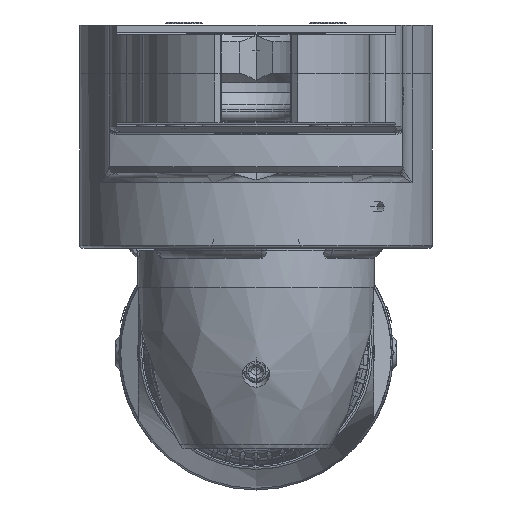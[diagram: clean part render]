
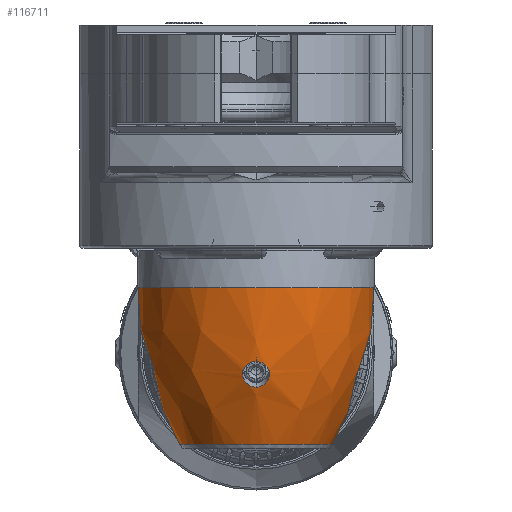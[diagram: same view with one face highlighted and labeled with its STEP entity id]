
A CAD part, left-side view. The second image highlights one B-rep face of the part: STEP entity #116711.
In plain terms, the highlighted free-form (B-spline) face has degree [3, 3] with [7, 4] control points.
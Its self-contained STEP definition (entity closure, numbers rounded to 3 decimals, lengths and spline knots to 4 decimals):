
#101909=CARTESIAN_POINT('',(-5.9175,0.,0.416));
#101910=DIRECTION('',(0.,0.,-1.));
#101911=DIRECTION('',(0.659,-0.752,0.));
#101912=AXIS2_PLACEMENT_3D('',#101909,#101910,#101911);
#102049=CARTESIAN_POINT('',(-5.5895,0.3583,
-0.584));
#102050=CARTESIAN_POINT('',(-5.6013,0.3843,
-0.5646));
#102051=CARTESIAN_POINT('',(-5.6253,0.4309,
-0.5243));
#102052=CARTESIAN_POINT('',(-5.6583,0.4858,
-0.4645));
#102053=CARTESIAN_POINT('',(-5.6873,0.5301,
-0.4057));
#102054=CARTESIAN_POINT('',(-5.7101,0.5655,
-0.3487));
#102055=CARTESIAN_POINT('',(-5.7257,0.5938,
-0.2936));
#102056=CARTESIAN_POINT('',(-5.7336,0.6179,
-0.2365));
#102057=CARTESIAN_POINT('',(-5.731,0.6387,
-0.1734));
#102058=CARTESIAN_POINT('',(-5.7154,0.6546,
-0.1056));
#102059=CARTESIAN_POINT('',(-5.6882,0.6646,
-0.0344));
#102060=CARTESIAN_POINT('',(-5.6508,0.6682,
0.0423));
#102061=CARTESIAN_POINT('',(-5.6046,0.6635,
0.1248));
#102062=CARTESIAN_POINT('',(-5.5507,0.6485,
0.2139));
#102063=CARTESIAN_POINT('',(-5.4897,0.6197,
0.3103));
#102064=CARTESIAN_POINT('',(-5.4442,0.5874,
0.3804));
#102065=CARTESIAN_POINT('',(-5.4208,0.567,
0.416));
#102090=CARTESIAN_POINT('',(-5.9175,0.,-0.584));
#102091=DIRECTION('',(0.,0.,-1.));
#102092=DIRECTION('',(0.675,-0.738,0.));
#102093=AXIS2_PLACEMENT_3D('',#102090,#102091,#102092);
#102095=CARTESIAN_POINT('',(-6.6149,0.,-0.0555));
#102096=CARTESIAN_POINT('',(-6.6149,-0.0089,
-0.0555));
#102097=CARTESIAN_POINT('',(-6.6139,-0.0267,
-0.0581));
#102098=CARTESIAN_POINT('',(-6.6094,-0.0518,
-0.0703));
#102099=CARTESIAN_POINT('',(-6.603,-0.0705,
-0.0886));
#102100=CARTESIAN_POINT('',(-6.5957,-0.0823,
-0.111));
#102101=CARTESIAN_POINT('',(-6.5878,-0.0865,
-0.1369));
#102102=CARTESIAN_POINT('',(-6.5806,-0.0818,
-0.163));
#102103=CARTESIAN_POINT('',(-6.5751,-0.0699,
-0.1854));
#102104=CARTESIAN_POINT('',(-6.5708,-0.0511,
-0.2042));
#102105=CARTESIAN_POINT('',(-6.5682,-0.0263,
-0.2166));
#102106=CARTESIAN_POINT('',(-6.5677,-0.0087,
-0.2192));
#102107=CARTESIAN_POINT('',(-6.5677,0.,-0.2192));
#102109=CARTESIAN_POINT('',(-6.5677,0.,-0.2192));
#102110=CARTESIAN_POINT('',(-6.5677,0.0088,
-0.2192));
#102111=CARTESIAN_POINT('',(-6.5682,0.0265,
-0.2166));
#102112=CARTESIAN_POINT('',(-6.5708,0.0512,
-0.204));
#102113=CARTESIAN_POINT('',(-6.575,0.0694,
-0.1859));
#102114=CARTESIAN_POINT('',(-6.5804,0.0813,
-0.164));
#102115=CARTESIAN_POINT('',(-6.5871,0.0862,
-0.1395));
#102116=CARTESIAN_POINT('',(-6.5941,0.0834,
-0.1162));
#102117=CARTESIAN_POINT('',(-6.6001,0.0756,
-0.0973));
#102118=CARTESIAN_POINT('',(-6.6059,0.063,
-0.0803));
#102119=CARTESIAN_POINT('',(-6.611,0.0444,
-0.066));
#102120=CARTESIAN_POINT('',(-6.6142,0.0222,
-0.0573));
#102121=CARTESIAN_POINT('',(-6.6149,0.0073,
-0.0555));
#102122=CARTESIAN_POINT('',(-6.6149,0.,-0.0555));
#102124=CARTESIAN_POINT('',(-5.4208,-0.567,
0.416));
#102125=CARTESIAN_POINT('',(-5.4441,-0.5873,
0.3805));
#102126=CARTESIAN_POINT('',(-5.4894,-0.6195,
0.3108));
#102127=CARTESIAN_POINT('',(-5.5501,-0.6483,
0.2148));
#102128=CARTESIAN_POINT('',(-5.6039,-0.6634,
0.126));
#102129=CARTESIAN_POINT('',(-5.6499,-0.6681,
0.0439));
#102130=CARTESIAN_POINT('',(-5.6874,-0.6648,
-0.0325));
#102131=CARTESIAN_POINT('',(-5.7146,-0.655,
-0.1033));
#102132=CARTESIAN_POINT('',(-5.7306,-0.6394,
-0.1709));
#102133=CARTESIAN_POINT('',(-5.7337,-0.6187,
-0.2343));
#102134=CARTESIAN_POINT('',(-5.7261,-0.5946,
-0.2919));
#102135=CARTESIAN_POINT('',(-5.7106,-0.5662,
-0.3475));
#102136=CARTESIAN_POINT('',(-5.6877,-0.5308,
-0.4047));
#102137=CARTESIAN_POINT('',(-5.6587,-0.4864,
-0.4639));
#102138=CARTESIAN_POINT('',(-5.6254,-0.4313,
-0.5239));
#102139=CARTESIAN_POINT('',(-5.6013,-0.3845,
-0.5645));
#102140=CARTESIAN_POINT('',(-5.5895,-0.3583,
-0.584));
#102271=VERTEX_POINT('',#102049);
#102272=VERTEX_POINT('',#102065);
#102275=VERTEX_POINT('',#102124);
#102276=VERTEX_POINT('',#102140);
#104198=VERTEX_POINT('',#102095);
#104199=VERTEX_POINT('',#102107);
#116669=CARTESIAN_POINT('',(-5.3595,-0.5065,
0.4369));
#116670=CARTESIAN_POINT('',(-5.3566,-0.5091,
0.0694));
#116671=CARTESIAN_POINT('',(-5.4271,-0.4452,
-0.2857));
#116672=CARTESIAN_POINT('',(-5.5656,-0.3194,
-0.6021));
#116673=CARTESIAN_POINT('',(-5.9087,-1.1117,
0.4369));
#116674=CARTESIAN_POINT('',(-5.9087,-1.1174,
0.0694));
#116675=CARTESIAN_POINT('',(-5.9098,-0.977,
-0.2857));
#116676=CARTESIAN_POINT('',(-5.912,-0.701,
-0.6021));
#116677=CARTESIAN_POINT('',(-6.6711,-0.8173,
0.4369));
#116678=CARTESIAN_POINT('',(-6.675,-0.8214,
0.0694));
#116679=CARTESIAN_POINT('',(-6.5799,-0.7183,
-0.2857));
#116680=CARTESIAN_POINT('',(-6.3927,-0.5154,
-0.6021));
#116681=CARTESIAN_POINT('',(-6.6711,0.,0.4369));
#116682=CARTESIAN_POINT('',(-6.675,0.,0.0694));
#116683=CARTESIAN_POINT('',(-6.5799,0.,-0.2857));
#116684=CARTESIAN_POINT('',(-6.3927,0.,-0.6021));
#116685=CARTESIAN_POINT('',(-6.6711,0.8173,
0.4369));
#116686=CARTESIAN_POINT('',(-6.675,0.8214,
0.0694));
#116687=CARTESIAN_POINT('',(-6.5799,0.7183,
-0.2857));
#116688=CARTESIAN_POINT('',(-6.3927,0.5154,
-0.6021));
#116689=CARTESIAN_POINT('',(-5.9087,1.1117,
0.4369));
#116690=CARTESIAN_POINT('',(-5.9087,1.1174,
0.0694));
#116691=CARTESIAN_POINT('',(-5.9098,0.977,
-0.2857));
#116692=CARTESIAN_POINT('',(-5.912,0.701,
-0.6021));
#116693=CARTESIAN_POINT('',(-5.3595,0.5065,
0.4369));
#116694=CARTESIAN_POINT('',(-5.3566,0.5091,
0.0694));
#116695=CARTESIAN_POINT('',(-5.4271,0.4452,
-0.2857));
#116696=CARTESIAN_POINT('',(-5.5656,0.3194,
-0.6021));
#116697=(BOUNDED_SURFACE()B_SPLINE_SURFACE(3,3,((#116669,#116670,#116671,
#116672),(#116673,#116674,#116675,#116676),(#116677,#116678,#116679,#116680),(
#116681,#116682,#116683,#116684),(#116685,#116686,#116687,#116688),(#116689,
#116690,#116691,#116692),(#116693,#116694,#116695,#116696)),.UNSPECIFIED.,.F.,
.F.,.F.)B_SPLINE_SURFACE_WITH_KNOTS((4,3,4),(4,4),(0.,1.,2.),(0.,1.),
.UNSPECIFIED.)GEOMETRIC_REPRESENTATION_ITEM()RATIONAL_B_SPLINE_SURFACE(((
1.498,1.461,1.461,1.498),(
0.859,0.838,0.838,0.859),(
0.859,0.838,0.838,0.859),(
1.498,1.461,1.461,1.498),(
0.859,0.838,0.838,0.859),(
0.859,0.838,0.838,0.859),(
1.498,1.461,1.461,1.498)))REPRESENTATION_ITEM('')SURFACE());
#116698=ORIENTED_EDGE('',*,*,#116660,.T.);
#116699=ORIENTED_EDGE('',*,*,#116365,.F.);
#116701=ORIENTED_EDGE('',*,*,#116700,.T.);
#116702=ORIENTED_EDGE('',*,*,#104216,.T.);
#116703=EDGE_LOOP('',(#116698,#116699,#116701,#116702));
#116704=FACE_OUTER_BOUND('',#116703,.F.);
#116706=ORIENTED_EDGE('',*,*,#116705,.F.);
#116708=ORIENTED_EDGE('',*,*,#116707,.F.);
#116709=EDGE_LOOP('',(#116706,#116708));
#116710=FACE_BOUND('',#116709,.F.);
#116711=ADVANCED_FACE('',(#116704,#116710),#116697,.T.);
#101913=CIRCLE('',#101912,0.7538);
#102066=B_SPLINE_CURVE_WITH_KNOTS('',3,(#102049,#102050,#102051,#102052,#102053,
#102054,#102055,#102056,#102057,#102058,#102059,#102060,#102061,#102062,#102063,
#102064,#102065),.UNSPECIFIED.,.F.,.F.,(4,1,1,1,1,1,1,1,1,1,1,1,1,1,4),(0.,
0.0714,0.1429,0.2143,0.2857,
0.3571,0.4286,0.5,0.5714,0.6429,
0.7143,0.7857,0.8571,0.9286,1.),
.UNSPECIFIED.);
#102094=CIRCLE('',#102093,0.4858);
#102108=B_SPLINE_CURVE_WITH_KNOTS('',3,(#102095,#102096,#102097,#102098,#102099,
#102100,#102101,#102102,#102103,#102104,#102105,#102106,#102107),.UNSPECIFIED.,
.F.,.F.,(4,1,1,1,1,1,1,1,1,1,4),(0.,0.1,0.2,0.3,0.4,0.5,0.6,0.7,
0.8,0.9,1.),.UNSPECIFIED.);
#102123=B_SPLINE_CURVE_WITH_KNOTS('',3,(#102109,#102110,#102111,#102112,#102113,
#102114,#102115,#102116,#102117,#102118,#102119,#102120,#102121,#102122),
.UNSPECIFIED.,.F.,.F.,(4,1,1,1,1,1,1,1,1,1,1,4),(0.,0.0909,
0.1818,0.2727,0.3636,0.4545,
0.5455,0.6364,0.7273,0.8182,
0.9091,1.),.UNSPECIFIED.);
#102141=B_SPLINE_CURVE_WITH_KNOTS('',3,(#102124,#102125,#102126,#102127,#102128,
#102129,#102130,#102131,#102132,#102133,#102134,#102135,#102136,#102137,#102138,
#102139,#102140),.UNSPECIFIED.,.F.,.F.,(4,1,1,1,1,1,1,1,1,1,1,1,1,1,4),(0.,
0.0714,0.1429,0.2143,0.2857,
0.3571,0.4286,0.5,0.5714,0.6429,
0.7143,0.7857,0.8571,0.9286,1.),
.UNSPECIFIED.);
#104216=EDGE_CURVE('',#102276,#102271,#102094,.T.);
#116365=EDGE_CURVE('',#102275,#102272,#101913,.T.);
#116660=EDGE_CURVE('',#102271,#102272,#102066,.T.);
#116700=EDGE_CURVE('',#102275,#102276,#102141,.T.);
#116705=EDGE_CURVE('',#104198,#104199,#102108,.T.);
#116707=EDGE_CURVE('',#104199,#104198,#102123,.T.);
